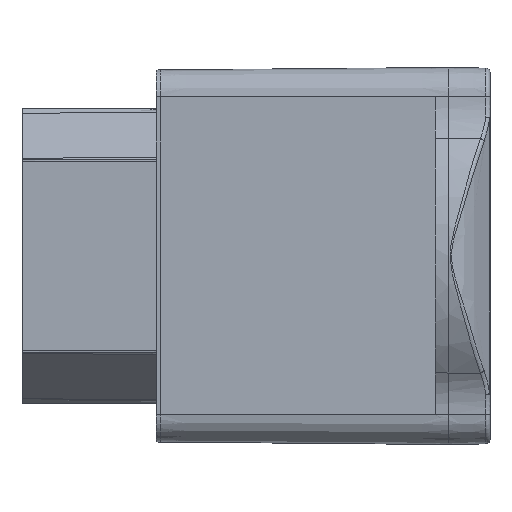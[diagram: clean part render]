
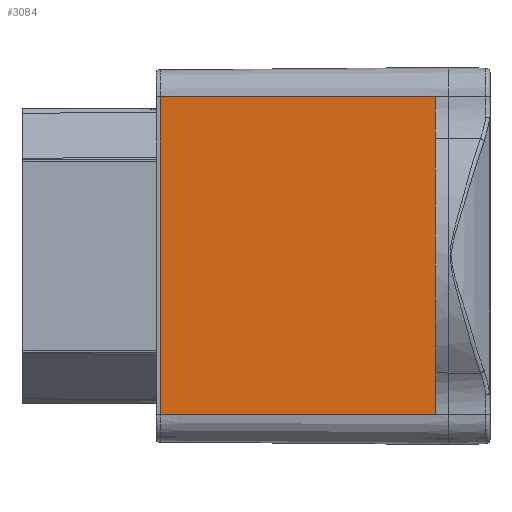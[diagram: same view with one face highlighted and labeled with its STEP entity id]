
A CAD part, top view. The second image highlights one B-rep face of the part: STEP entity #3084.
In plain terms, the highlighted planar face has unit normal (-0.009, 0, 1).
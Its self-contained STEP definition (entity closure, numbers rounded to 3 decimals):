
#834=CARTESIAN_POINT('Vertex',(-1.56,-18.963,18.761)) ;
#837=CARTESIAN_POINT('Line Origine',(-17.415,-18.963,18.623)) ;
#841=CARTESIAN_POINT('Vertex',(-34.334,-18.963,18.475)) ;
#1023=CARTESIAN_POINT('Line Origine',(-17.415,18.963,18.623)) ;
#1027=CARTESIAN_POINT('Vertex',(-1.56,18.963,18.761)) ;
#1029=CARTESIAN_POINT('Vertex',(-34.334,18.963,18.475)) ;
#3063=CARTESIAN_POINT('Axis2P3D Location',(-34.83,0.,18.471)) ;
#3068=CARTESIAN_POINT('Line Origine',(-1.56,0.,18.761)) ;
#3073=CARTESIAN_POINT('Line Origine',(-34.334,0.,18.475)) ;
#838=DIRECTION('Vector Direction',(1.,0.,0.009)) ;
#1024=DIRECTION('Vector Direction',(1.,0.,0.009)) ;
#3064=DIRECTION('Axis2P3D Direction',(0.009,0.,-1.)) ;
#3065=DIRECTION('Axis2P3D XDirection',(0.,1.,0.)) ;
#3069=DIRECTION('Vector Direction',(0.,1.,0.)) ;
#3074=DIRECTION('Vector Direction',(0.,1.,0.)) ;
#3066=AXIS2_PLACEMENT_3D('Plane Axis2P3D',#3063,#3064,#3065) ;
#3079=ORIENTED_EDGE('',*,*,#3072,.T.) ;
#3080=ORIENTED_EDGE('',*,*,#1031,.T.) ;
#3081=ORIENTED_EDGE('',*,*,#3077,.F.) ;
#3082=ORIENTED_EDGE('',*,*,#843,.F.) ;
#839=VECTOR('Line Direction',#838,1.) ;
#1025=VECTOR('Line Direction',#1024,1.) ;
#3070=VECTOR('Line Direction',#3069,1.) ;
#3075=VECTOR('Line Direction',#3074,1.) ;
#3084=ADVANCED_FACE('PartBody',(#3083),#3067,.F.) ;
#843=EDGE_CURVE('',#835,#842,#840,.F.) ;
#1031=EDGE_CURVE('',#1028,#1030,#1026,.F.) ;
#3072=EDGE_CURVE('',#835,#1028,#3071,.T.) ;
#3077=EDGE_CURVE('',#842,#1030,#3076,.T.) ;
#3078=EDGE_LOOP('',(#3079,#3080,#3081,#3082)) ;
#3083=FACE_OUTER_BOUND('',#3078,.T.) ;
#840=LINE('Line',#837,#839) ;
#1026=LINE('Line',#1023,#1025) ;
#3071=LINE('Line',#3068,#3070) ;
#3076=LINE('Line',#3073,#3075) ;
#3067=PLANE('Plane',#3066) ;
#835=VERTEX_POINT('',#834) ;
#842=VERTEX_POINT('',#841) ;
#1028=VERTEX_POINT('',#1027) ;
#1030=VERTEX_POINT('',#1029) ;
